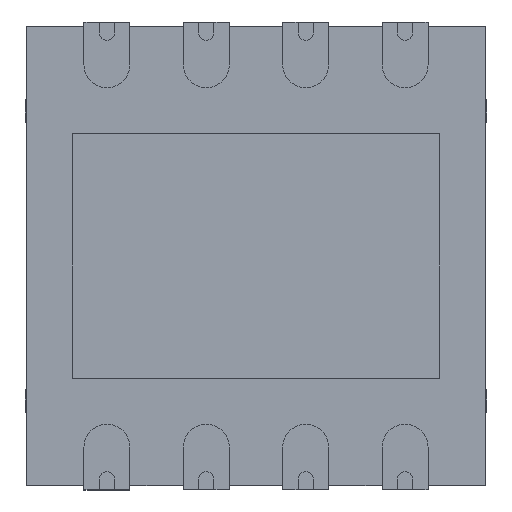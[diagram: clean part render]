
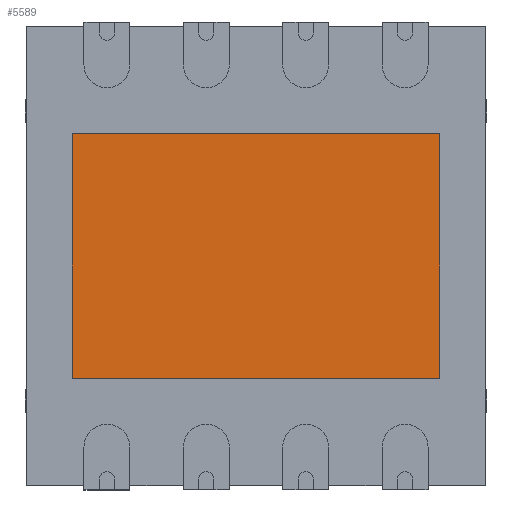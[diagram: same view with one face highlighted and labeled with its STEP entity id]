
A CAD part, top view. The second image highlights one B-rep face of the part: STEP entity #5589.
In plain terms, the highlighted planar face has unit normal (0, 0, 1).
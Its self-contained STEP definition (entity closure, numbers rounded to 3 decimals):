
#120 = DIRECTION ( 'NONE',  ( -1., 0., 0. ) ) ;
#187 = CARTESIAN_POINT ( 'NONE',  ( -1.2, -0.8, 0.03 ) ) ;
#205 = CARTESIAN_POINT ( 'NONE',  ( 0., 0., 0.03 ) ) ;
#295 = ORIENTED_EDGE ( 'NONE', *, *, #5719, .T. ) ;
#918 = DIRECTION ( 'NONE',  ( 0., 0., -1. ) ) ;
#1142 = CARTESIAN_POINT ( 'NONE',  ( -1.2, -0.8, 0.03 ) ) ;
#1837 = CARTESIAN_POINT ( 'NONE',  ( -1.2, -0.8, 0.03 ) ) ;
#2005 = VERTEX_POINT ( 'NONE', #8465 ) ;
#2198 = VERTEX_POINT ( 'NONE', #1142 ) ;
#2669 = EDGE_CURVE ( 'NONE', #2198, #8644, #7323, .T. ) ;
#2878 = CARTESIAN_POINT ( 'NONE',  ( 1.2, -0.8, 0.03 ) ) ;
#3052 = LINE ( 'NONE', #2878, #5861 ) ;
#3216 = ORIENTED_EDGE ( 'NONE', *, *, #8285, .T. ) ;
#3493 = CARTESIAN_POINT ( 'NONE',  ( -1.2, 0.8, 0.03 ) ) ;
#3538 = FACE_OUTER_BOUND ( 'NONE', #8173, .T. ) ;
#3692 = CARTESIAN_POINT ( 'NONE',  ( 1.2, -0.8, 0.03 ) ) ;
#3919 = ORIENTED_EDGE ( 'NONE', *, *, #2669, .T. ) ;
#4285 = ORIENTED_EDGE ( 'NONE', *, *, #7770, .T. ) ;
#4456 = LINE ( 'NONE', #1837, #8231 ) ;
#5374 = DIRECTION ( 'NONE',  ( -1., 0., 0. ) ) ;
#5541 = CARTESIAN_POINT ( 'NONE',  ( -1.2, 0.8, 0.03 ) ) ;
#5589 = ADVANCED_FACE ( 'NONE', ( #3538 ), #6186, .F. ) ;
#5719 = EDGE_CURVE ( 'NONE', #8510, #2198, #4456, .T. ) ;
#5861 = VECTOR ( 'NONE', #7567, 1000. ) ;
#6111 = AXIS2_PLACEMENT_3D ( 'NONE', #205, #918, #120 ) ;
#6186 = PLANE ( 'NONE',  #6111 ) ;
#6358 = VECTOR ( 'NONE', #8160, 1000. ) ;
#7150 = DIRECTION ( 'NONE',  ( 0., -1., 0. ) ) ;
#7323 = LINE ( 'NONE', #187, #6358 ) ;
#7567 = DIRECTION ( 'NONE',  ( 0., 1., 0. ) ) ;
#7694 = VECTOR ( 'NONE', #5374, 1000. ) ;
#7770 = EDGE_CURVE ( 'NONE', #2005, #8510, #8199, .T. ) ;
#8160 = DIRECTION ( 'NONE',  ( 1., 0., 0. ) ) ;
#8173 = EDGE_LOOP ( 'NONE', ( #3216, #4285, #295, #3919 ) ) ;
#8199 = LINE ( 'NONE', #5541, #7694 ) ;
#8231 = VECTOR ( 'NONE', #7150, 1000. ) ;
#8285 = EDGE_CURVE ( 'NONE', #8644, #2005, #3052, .T. ) ;
#8465 = CARTESIAN_POINT ( 'NONE',  ( 1.2, 0.8, 0.03 ) ) ;
#8510 = VERTEX_POINT ( 'NONE', #3493 ) ;
#8644 = VERTEX_POINT ( 'NONE', #3692 ) ;
